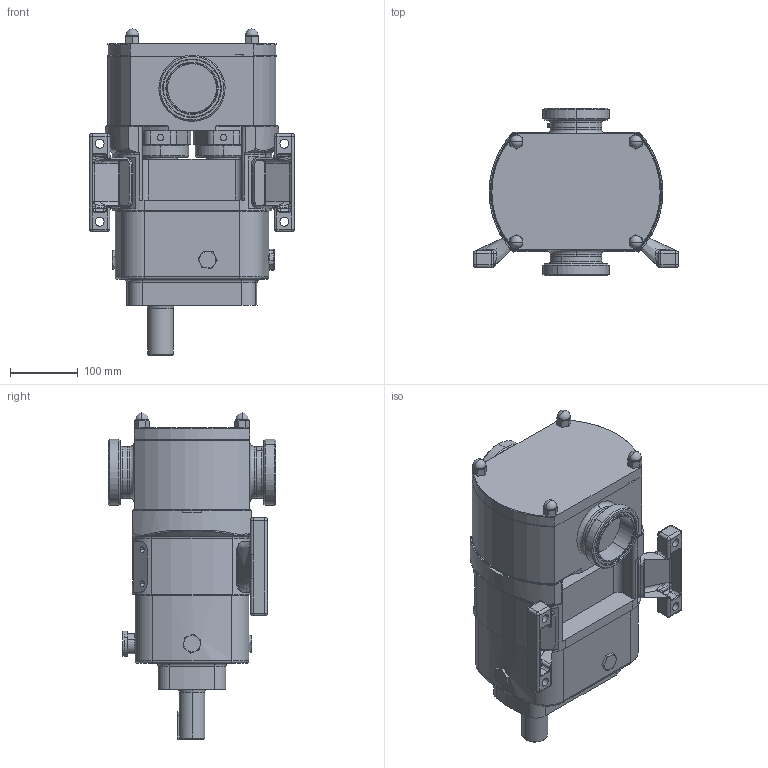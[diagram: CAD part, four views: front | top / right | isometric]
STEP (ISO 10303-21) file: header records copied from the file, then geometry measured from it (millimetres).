
FILE_DESCRIPTION (( 'STEP AP214' ), '1' );
FILE_NAME ('GA4291.STEP', '2024-11-07T16:50:51', ( '' ), ( '' ), 'SwSTEP 2.0', 'SolidWorks 2023', '' );
FILE_SCHEMA (( 'AUTOMOTIVE_DESIGN' ));
Length unit declared in the file: millimetre
Products named in the file (3): GA4291; Copy of CP30-0113-07 V L^GA4291; Copy of Z94-5101-55 - 3 INCH SMS681^GA4291
Assembly tree (3 placements, depth 2):
  GA4291
    Copy of CP30-0113-07 V L^GA4291
    Copy of Z94-5101-55 - 3 INCH SMS681^GA4291  x2
Bounding box: 302.31 x 247 x 480.83 mm (x, y, z)
Volume: 12989617.2 mm3; surface area: 571464.4 mm2
Topology: 3 solids, 3 shells, 751 faces, 1875 edges, 1128 vertices
Faces by surface type: plane 271, cylinder 250, torus 80, bspline 73, cone 45, sphere 32
Entity records: 28969 total; most frequent: CARTESIAN_POINT 12179, ORIENTED_EDGE 3562, DIRECTION 3484, EDGE_CURVE 1781, AXIS2_PLACEMENT_3D 1369, VERTEX_POINT 1092, EDGE_LOOP 775, LINE 746
